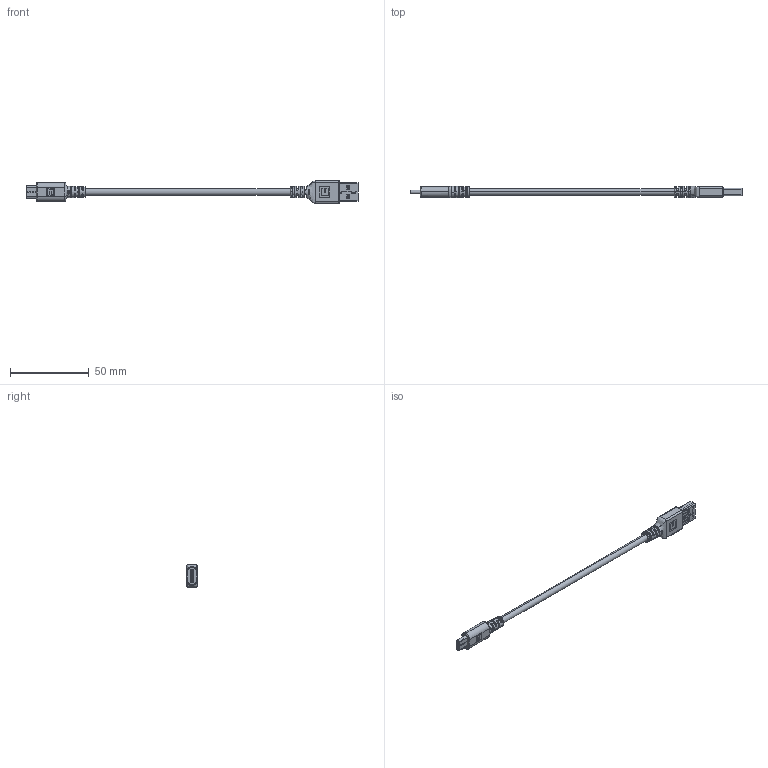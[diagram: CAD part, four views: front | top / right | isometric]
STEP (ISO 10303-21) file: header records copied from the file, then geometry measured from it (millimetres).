
FILE_DESCRIPTION (( 'STEP AP203' ), '1' );
FILE_NAME ('10-06149.STEP', '2025-03-24T19:12:01', ( '' ), ( '' ), 'SwSTEP 2.0', 'SolidWorks 2021', '' );
FILE_SCHEMA (( 'CONFIG_CONTROL_DESIGN' ));
Length unit declared in the file: millimetre
Products named in the file (12): 50-01063_pin5; 50-01063_pin4; 50-01061_Hidden emarker; 50-01063_pin2; 50-01063_shell; 50-01063_pin1; 50-01063_insulator; 24-00446; 24-00326; 10-06149; 50-01063; 30-03506_Spec
Assembly tree (16 placements, depth 3):
  10-06149
    30-03506_Spec
    24-00326
    24-00446
    50-01061_Hidden emarker
    50-01063
      50-01063_insulator
      50-01063_shell
      50-01063_pin1
      50-01063_pin5  x5
      50-01063_pin4
      50-01063_pin2  x2
Bounding box: 211.15 x 7.54 x 14.5 mm (x, y, z)
Volume: 5792.3 mm3; surface area: 26918.8 mm2
Topology: 184 solids, 185 shells, 2646 faces, 6574 edges, 4248 vertices
Faces by surface type: plane 1399, cylinder 829, bspline 294, torus 114, sphere 8, cone 2
Entity records: 88508 total; most frequent: CARTESIAN_POINT 32326, ORIENTED_EDGE 11482, DIRECTION 11010, EDGE_CURVE 5741, AXIS2_PLACEMENT_3D 3819, VERTEX_POINT 3712, VECTOR 3372, LINE 3372
